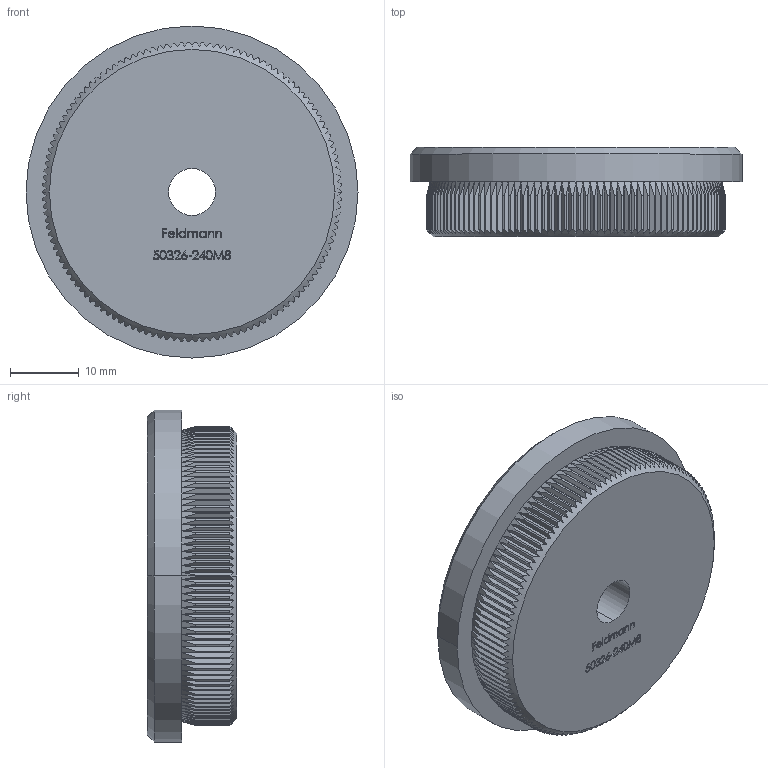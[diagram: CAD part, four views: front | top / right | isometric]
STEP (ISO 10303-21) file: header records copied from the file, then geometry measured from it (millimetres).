
FILE_DESCRIPTION (( 'STEP AP203' ), '1' );
FILE_NAME ('50326-240M8.step', '2015-09-17T15:16:12', ( '' ), ( '' ), 'SwSTEP 2.0', 'SolidWorks 2015', '' );
FILE_SCHEMA (( 'CONFIG_CONTROL_DESIGN' ));
Length unit declared in the file: millimetre
Products named in the file (1): 50326-240M8
Bounding box: 48.3 x 13 x 48.3 mm (x, y, z)
Volume: 20193.1 mm3; surface area: 6088.9 mm2
Topology: 1 solids, 1 shells, 668 faces, 1905 edges, 1268 vertices
Faces by surface type: plane 399, cylinder 135, bspline 126, cone 8
Entity records: 29222 total; most frequent: CARTESIAN_POINT 13344, ORIENTED_EDGE 3810, DIRECTION 2499, EDGE_CURVE 1905, VERTEX_POINT 1268, LINE 853, VECTOR 853, AXIS2_PLACEMENT_3D 823
